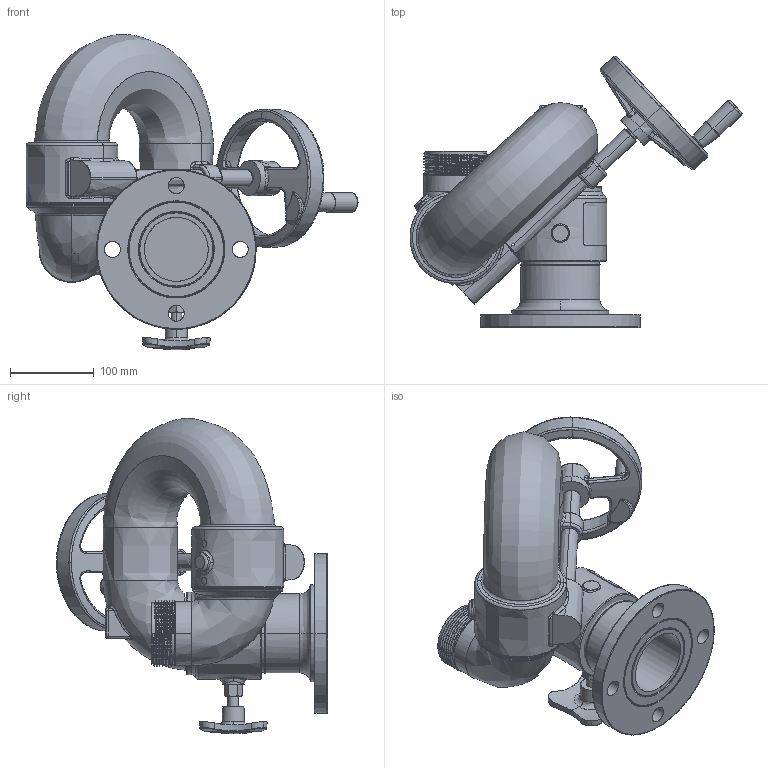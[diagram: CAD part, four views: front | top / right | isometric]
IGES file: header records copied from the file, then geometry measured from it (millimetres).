
Start section: SolidWorks IGES file using analytic representation for surfaces
Global section: file name: 8393_StingrayDD.IGS; native system: SolidWorks 2010; preprocessor: SolidWorks 2010; author: Rick; date: 100722.121656; units: inch
Bounding box: 396.23 x 323.45 x 376.17 mm (x, y, z)
Surface area: 546795.4 mm2 (no closed solid volume)
Topology: 0 solids, 0 shells, 731 faces, 12414 edges, 12399 vertices
Faces by surface type: bspline 415, revolution 316
